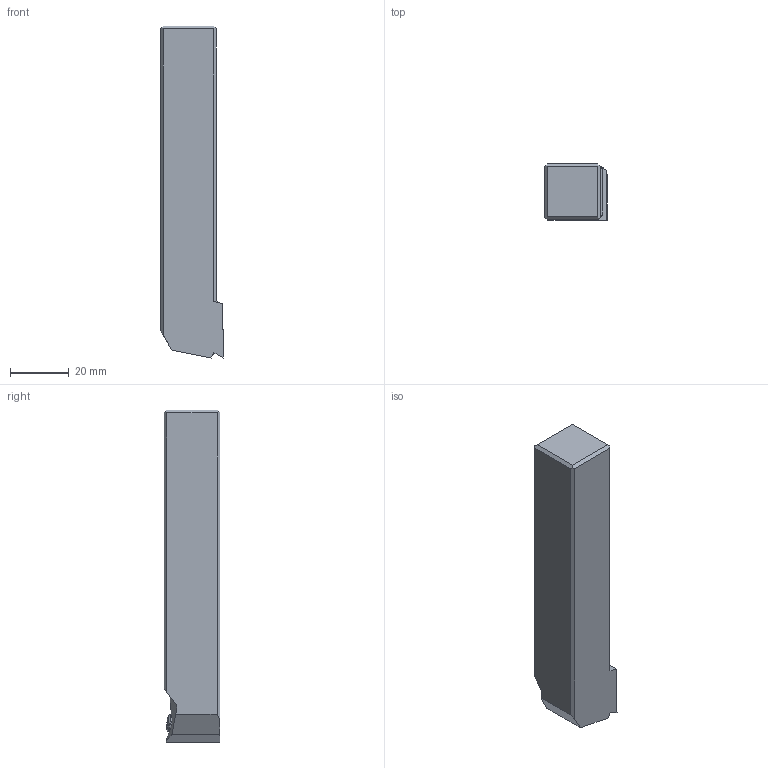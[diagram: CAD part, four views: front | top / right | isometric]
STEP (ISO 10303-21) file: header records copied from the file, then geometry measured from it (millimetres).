
FILE_DESCRIPTION(/* description */ (''),/* implementation_level */ '2;1');
FILE_NAME(/* name */ 'STGEL-123.stp',/* time_stamp */ '2021-12-22T09:38:12+09:00',/* author */ (''),/* organization */ (''),/* preprocessor_version */ 'ST-DEVELOPER v16',/* originating_system */ 'SIEMENS PLM Software NX 10.0',/* authorisation */ '');
FILE_SCHEMA (('AUTOMOTIVE_DESIGN { 1 0 10303 214 3 1 1 1 }'));
Length unit declared in the file: millimetre
Products named in the file (1): STGEL-123_ASM
Bounding box: 21.44 x 19.05 x 113.01 mm (x, y, z)
Volume: 39572.6 mm3; surface area: 9274.2 mm2
Topology: 2 solids, 2 shells, 70 faces, 193 edges, 126 vertices
Faces by surface type: plane 35, cylinder 21, cone 10, torus 2, bspline 2
Entity records: 2601 total; most frequent: CARTESIAN_POINT 726, DIRECTION 377, ORIENTED_EDGE 374, EDGE_CURVE 187, AXIS2_PLACEMENT_3D 130, VERTEX_POINT 123, LINE 117, VECTOR 117
